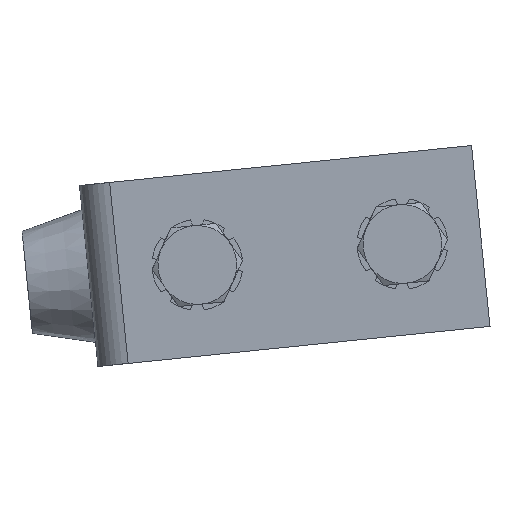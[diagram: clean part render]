
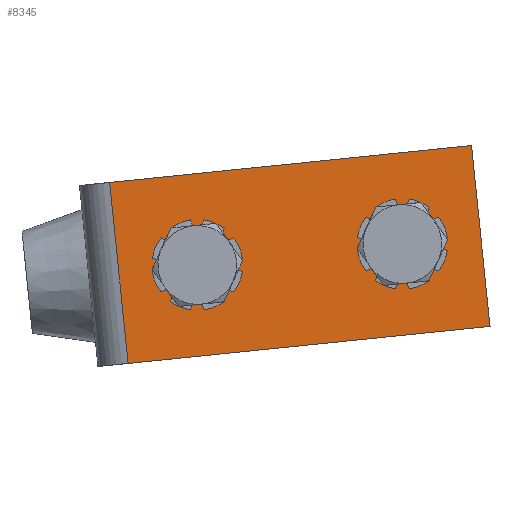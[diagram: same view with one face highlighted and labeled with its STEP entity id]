
A CAD part, front view. The second image highlights one B-rep face of the part: STEP entity #8345.
In plain terms, the highlighted planar face has unit normal (0, -1, 0).
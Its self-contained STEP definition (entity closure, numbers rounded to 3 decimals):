
#194 = EDGE_LOOP ( 'NONE', ( #2421, #7226, #7311, #8117 ) ) ;
#203 = VERTEX_POINT ( 'NONE', #722 ) ;
#250 = FACE_BOUND ( 'NONE', #3905, .T. ) ;
#330 = DIRECTION ( 'NONE',  ( 0.995, 0., 0.102 ) ) ;
#363 = CARTESIAN_POINT ( 'NONE',  ( 8.932, -13., 53.615 ) ) ;
#597 = EDGE_LOOP ( 'NONE', ( #6414, #5206 ) ) ;
#598 = EDGE_CURVE ( 'NONE', #6592, #5872, #1635, .T. ) ;
#675 = DIRECTION ( 'NONE',  ( 0., 1., 0. ) ) ;
#722 = CARTESIAN_POINT ( 'NONE',  ( -25.706, -13., 58.115 ) ) ;
#978 = CARTESIAN_POINT ( 'NONE',  ( 8.118, -13., 61.573 ) ) ;
#1026 = CARTESIAN_POINT ( 'NONE',  ( 19.932, -13., 73.839 ) ) ;
#1178 = CARTESIAN_POINT ( 'NONE',  ( -39.757, -13., 67.735 ) ) ;
#1211 = VERTEX_POINT ( 'NONE', #2153 ) ;
#1248 = VECTOR ( 'NONE', #5502, 1000. ) ;
#1347 = AXIS2_PLACEMENT_3D ( 'NONE', #8244, #2874, #3480 ) ;
#1420 = ORIENTED_EDGE ( 'NONE', *, *, #7783, .T. ) ;
#1547 = AXIS2_PLACEMENT_3D ( 'NONE', #7104, #675, #3240 ) ;
#1550 = FACE_BOUND ( 'NONE', #597, .T. ) ;
#1569 = LINE ( 'NONE', #2528, #7501 ) ;
#1635 = LINE ( 'NONE', #1026, #1248 ) ;
#1685 = VERTEX_POINT ( 'NONE', #978 ) ;
#1837 = CARTESIAN_POINT ( 'NONE',  ( -39.757, -13., 67.735 ) ) ;
#2153 = CARTESIAN_POINT ( 'NONE',  ( -39.757, -13., 67.735 ) ) ;
#2208 = VECTOR ( 'NONE', #8262, 1000. ) ;
#2259 = CIRCLE ( 'NONE', #2416, 4. ) ;
#2416 = AXIS2_PLACEMENT_3D ( 'NONE', #6480, #7026, #5756 ) ;
#2421 = ORIENTED_EDGE ( 'NONE', *, *, #7132, .T. ) ;
#2528 = CARTESIAN_POINT ( 'NONE',  ( -39.757, -13., 67.735 ) ) ;
#2593 = CARTESIAN_POINT ( 'NONE',  ( -36.705, -13., 37.891 ) ) ;
#2671 = LINE ( 'NONE', #8068, #3978 ) ;
#2874 = DIRECTION ( 'NONE',  ( 0., 1., 0. ) ) ;
#3074 = DIRECTION ( 'NONE',  ( 0., 1., 0. ) ) ;
#3178 = CARTESIAN_POINT ( 'NONE',  ( -24.892, -13., 50.156 ) ) ;
#3240 = DIRECTION ( 'NONE',  ( -0.102, 0., 0.995 ) ) ;
#3479 = VERTEX_POINT ( 'NONE', #2593 ) ;
#3480 = DIRECTION ( 'NONE',  ( -0.102, 0., 0.995 ) ) ;
#3772 = EDGE_CURVE ( 'NONE', #6537, #203, #4602, .T. ) ;
#3888 = EDGE_CURVE ( 'NONE', #1211, #6592, #1569, .T. ) ;
#3905 = EDGE_LOOP ( 'NONE', ( #1420, #5813 ) ) ;
#3978 = VECTOR ( 'NONE', #330, 1000. ) ;
#4412 = PLANE ( 'NONE',  #5584 ) ;
#4448 = EDGE_CURVE ( 'NONE', #1685, #5936, #2259, .T. ) ;
#4465 = DIRECTION ( 'NONE',  ( -0.102, 0., 0.995 ) ) ;
#4602 = CIRCLE ( 'NONE', #1347, 4. ) ;
#4905 = CARTESIAN_POINT ( 'NONE',  ( 8.525, -13., 57.594 ) ) ;
#5206 = ORIENTED_EDGE ( 'NONE', *, *, #5716, .T. ) ;
#5428 = CARTESIAN_POINT ( 'NONE',  ( 22.983, -13., 43.994 ) ) ;
#5502 = DIRECTION ( 'NONE',  ( 0.102, 0., -0.995 ) ) ;
#5541 = LINE ( 'NONE', #1178, #2208 ) ;
#5584 = AXIS2_PLACEMENT_3D ( 'NONE', #1837, #3074, #4465 ) ;
#5586 = DIRECTION ( 'NONE',  ( -0.102, 0., 0.995 ) ) ;
#5716 = EDGE_CURVE ( 'NONE', #5936, #1685, #7787, .T. ) ;
#5756 = DIRECTION ( 'NONE',  ( -0.102, 0., 0.995 ) ) ;
#5813 = ORIENTED_EDGE ( 'NONE', *, *, #3772, .T. ) ;
#5872 = VERTEX_POINT ( 'NONE', #5428 ) ;
#5936 = VERTEX_POINT ( 'NONE', #363 ) ;
#6180 = DIRECTION ( 'NONE',  ( 0., 1., 0. ) ) ;
#6185 = CIRCLE ( 'NONE', #1547, 4. ) ;
#6414 = ORIENTED_EDGE ( 'NONE', *, *, #4448, .T. ) ;
#6480 = CARTESIAN_POINT ( 'NONE',  ( 8.525, -13., 57.594 ) ) ;
#6537 = VERTEX_POINT ( 'NONE', #3178 ) ;
#6592 = VERTEX_POINT ( 'NONE', #8322 ) ;
#6637 = EDGE_CURVE ( 'NONE', #1211, #3479, #5541, .T. ) ;
#7011 = AXIS2_PLACEMENT_3D ( 'NONE', #4905, #6180, #5586 ) ;
#7026 = DIRECTION ( 'NONE',  ( 0., 1., 0. ) ) ;
#7104 = CARTESIAN_POINT ( 'NONE',  ( -25.299, -13., 54.135 ) ) ;
#7132 = EDGE_CURVE ( 'NONE', #3479, #5872, #2671, .T. ) ;
#7226 = ORIENTED_EDGE ( 'NONE', *, *, #598, .F. ) ;
#7311 = ORIENTED_EDGE ( 'NONE', *, *, #3888, .F. ) ;
#7501 = VECTOR ( 'NONE', #8339, 1000. ) ;
#7783 = EDGE_CURVE ( 'NONE', #203, #6537, #6185, .T. ) ;
#7787 = CIRCLE ( 'NONE', #7011, 4. ) ;
#7797 = FACE_OUTER_BOUND ( 'NONE', #194, .T. ) ;
#8068 = CARTESIAN_POINT ( 'NONE',  ( -36.705, -13., 37.891 ) ) ;
#8117 = ORIENTED_EDGE ( 'NONE', *, *, #6637, .T. ) ;
#8244 = CARTESIAN_POINT ( 'NONE',  ( -25.299, -13., 54.135 ) ) ;
#8262 = DIRECTION ( 'NONE',  ( 0.102, 0., -0.995 ) ) ;
#8322 = CARTESIAN_POINT ( 'NONE',  ( 19.932, -13., 73.839 ) ) ;
#8339 = DIRECTION ( 'NONE',  ( 0.995, 0., 0.102 ) ) ;
#8345 = ADVANCED_FACE ( 'NONE', ( #1550, #250, #7797 ), #4412, .F. ) ;
